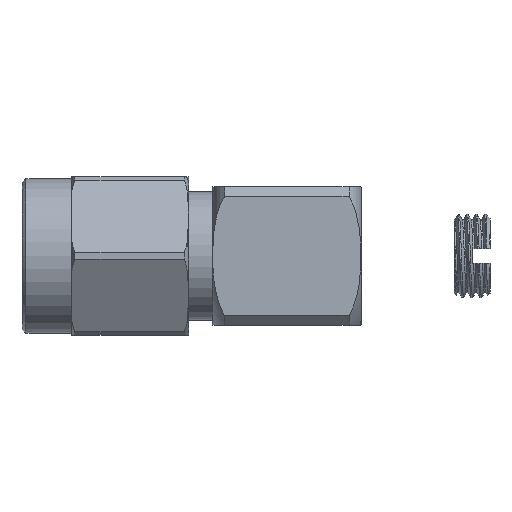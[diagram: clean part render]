
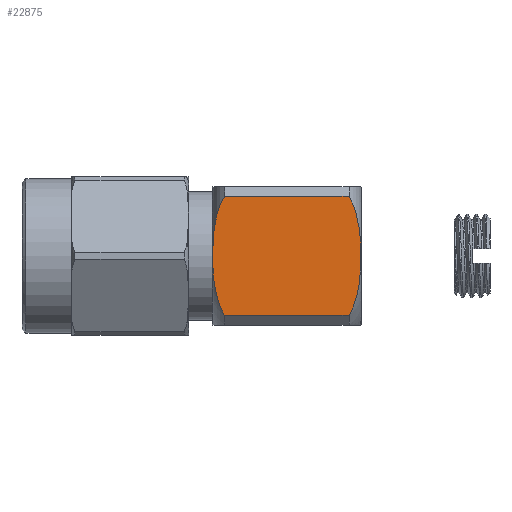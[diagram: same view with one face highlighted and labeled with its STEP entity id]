
A CAD part, top view. The second image highlights one B-rep face of the part: STEP entity #22875.
In plain terms, the highlighted planar face has unit normal (0, 0, 1).
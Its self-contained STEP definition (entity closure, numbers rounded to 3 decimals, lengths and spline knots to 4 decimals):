
#2724=B_SPLINE_CURVE_WITH_KNOTS('',3,(#52755,#52756,#52757,#52758,#52759,
#52760,#52761),.UNSPECIFIED.,.F.,.F.,(4,1,1,1,4),(0.0182,0.0197,
0.0213,0.0228,0.0244),.UNSPECIFIED.);
#2749=B_SPLINE_CURVE_WITH_KNOTS('',3,(#53970,#53971,#53972,#53973,#53974,
#53975,#53976),.UNSPECIFIED.,.F.,.F.,(4,1,1,1,4),(0.0182,0.0197,
0.0213,0.0228,0.0244),.UNSPECIFIED.);
#3009=PLANE('',#23410);
#3118=LINE('',#53967,#3221);
#3120=LINE('',#53978,#3223);
#3221=VECTOR('',#24302,1000.);
#3223=VECTOR('',#24306,1000.);
#7143=ORIENTED_EDGE('',*,*,#9800,.T.);
#7144=ORIENTED_EDGE('',*,*,#9865,.T.);
#7145=ORIENTED_EDGE('',*,*,#9867,.T.);
#7146=ORIENTED_EDGE('',*,*,#9868,.T.);
#9800=EDGE_CURVE('',#11248,#11247,#2724,.T.);
#9865=EDGE_CURVE('',#11247,#11271,#3118,.T.);
#9867=EDGE_CURVE('',#11271,#11273,#2749,.T.);
#9868=EDGE_CURVE('',#11273,#11248,#3120,.T.);
#11247=VERTEX_POINT('',#52754);
#11248=VERTEX_POINT('',#52762);
#11271=VERTEX_POINT('',#53965);
#11273=VERTEX_POINT('',#53977);
#12587=EDGE_LOOP('',(#7143,#7144,#7145,#7146));
#13776=FACE_BOUND('',#12587,.T.);
#22875=ADVANCED_FACE('',(#13776),#3009,.F.);
#23410=AXIS2_PLACEMENT_3D('',#53969,#24304,#24305);
#24302=DIRECTION('',(1.,0.,0.));
#24304=DIRECTION('',(0.,0.,-1.));
#24305=DIRECTION('',(-1.,0.,0.));
#24306=DIRECTION('',(-1.,0.,0.));
#52754=CARTESIAN_POINT('',(-2.8896,-3.,7.));
#52755=CARTESIAN_POINT('',(-2.8896,3.,7.));
#52756=CARTESIAN_POINT('',(-3.156,2.5602,7.));
#52757=CARTESIAN_POINT('',(-3.4466,1.5533,7.));
#52758=CARTESIAN_POINT('',(-3.5089,0.0006,7.));
#52759=CARTESIAN_POINT('',(-3.4475,-1.5433,7.));
#52760=CARTESIAN_POINT('',(-3.1582,-2.5566,7.));
#52761=CARTESIAN_POINT('',(-2.8896,-3.,7.));
#52762=CARTESIAN_POINT('',(-2.8896,3.,7.));
#53965=CARTESIAN_POINT('',(3.3896,-3.,7.));
#53967=CARTESIAN_POINT('',(3.,-3.,7.));
#53969=CARTESIAN_POINT('',(0.,0.,7.));
#53970=CARTESIAN_POINT('',(3.3896,-3.,7.));
#53971=CARTESIAN_POINT('',(3.656,-2.5602,7.));
#53972=CARTESIAN_POINT('',(3.9466,-1.5533,7.));
#53973=CARTESIAN_POINT('',(4.0089,-0.0006,7.));
#53974=CARTESIAN_POINT('',(3.9475,1.5433,7.));
#53975=CARTESIAN_POINT('',(3.6582,2.5566,7.));
#53976=CARTESIAN_POINT('',(3.3896,3.,7.));
#53977=CARTESIAN_POINT('',(3.3896,3.,7.));
#53978=CARTESIAN_POINT('',(-2.5,3.,7.));
